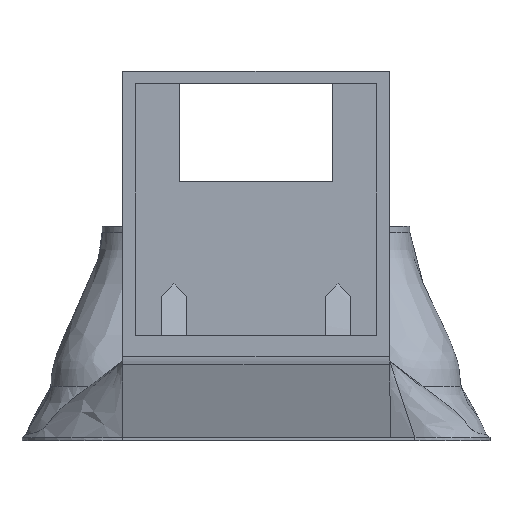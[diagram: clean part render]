
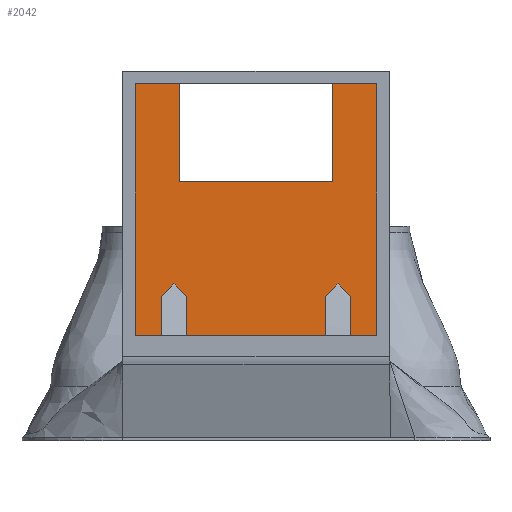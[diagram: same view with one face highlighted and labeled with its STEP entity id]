
A CAD part, front view. The second image highlights one B-rep face of the part: STEP entity #2042.
In plain terms, the highlighted planar face has unit normal (0, -1, 0).
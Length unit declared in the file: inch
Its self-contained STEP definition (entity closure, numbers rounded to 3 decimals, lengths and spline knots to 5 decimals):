
#161=FACE_OUTER_BOUND('',#273,.T.);
#273=EDGE_LOOP('',(#1630,#1631,#1632,#1633,#1634,#1635,#1636,#1637,#1638,
#1639,#1640,#1641,#1642,#1643,#1644,#1645,#1646,#1647));
#482=LINE('',#2858,#662);
#487=LINE('',#2867,#667);
#488=LINE('',#2870,#668);
#491=LINE('',#2876,#671);
#496=LINE('',#2885,#676);
#497=LINE('',#2888,#677);
#535=LINE('',#3863,#715);
#538=LINE('',#3869,#718);
#541=LINE('',#3873,#721);
#542=LINE('',#3877,#722);
#543=LINE('',#3878,#723);
#544=LINE('',#3880,#724);
#545=LINE('',#3881,#725);
#546=LINE('',#3883,#726);
#547=LINE('',#3884,#727);
#548=LINE('',#3886,#728);
#549=LINE('',#3887,#729);
#550=LINE('',#3888,#730);
#662=VECTOR('',#2314,0.3937);
#667=VECTOR('',#2321,0.3937);
#668=VECTOR('',#2324,0.3937);
#671=VECTOR('',#2329,0.3937);
#676=VECTOR('',#2336,0.3937);
#677=VECTOR('',#2339,0.3937);
#715=VECTOR('',#2437,0.3937);
#718=VECTOR('',#2442,0.3937);
#721=VECTOR('',#2445,0.3937);
#722=VECTOR('',#2448,0.3937);
#723=VECTOR('',#2449,0.3937);
#724=VECTOR('',#2450,0.3937);
#725=VECTOR('',#2451,0.3937);
#726=VECTOR('',#2452,0.3937);
#727=VECTOR('',#2453,0.3937);
#728=VECTOR('',#2454,0.3937);
#729=VECTOR('',#2455,0.3937);
#730=VECTOR('',#2456,0.3937);
#847=VERTEX_POINT('',#2855);
#848=VERTEX_POINT('',#2857);
#851=VERTEX_POINT('',#2865);
#852=VERTEX_POINT('',#2869);
#853=VERTEX_POINT('',#2873);
#854=VERTEX_POINT('',#2875);
#857=VERTEX_POINT('',#2883);
#858=VERTEX_POINT('',#2887);
#924=VERTEX_POINT('',#3860);
#925=VERTEX_POINT('',#3862);
#926=VERTEX_POINT('',#3866);
#927=VERTEX_POINT('',#3868);
#928=VERTEX_POINT('',#3871);
#929=VERTEX_POINT('',#3875);
#930=VERTEX_POINT('',#3876);
#931=VERTEX_POINT('',#3879);
#932=VERTEX_POINT('',#3882);
#933=VERTEX_POINT('',#3885);
#1064=EDGE_CURVE('',#847,#848,#482,.T.);
#1069=EDGE_CURVE('',#847,#851,#487,.T.);
#1070=EDGE_CURVE('',#848,#852,#488,.T.);
#1073=EDGE_CURVE('',#853,#854,#491,.T.);
#1078=EDGE_CURVE('',#853,#857,#496,.T.);
#1079=EDGE_CURVE('',#854,#858,#497,.T.);
#1180=EDGE_CURVE('',#925,#924,#535,.T.);
#1183=EDGE_CURVE('',#926,#927,#538,.T.);
#1186=EDGE_CURVE('',#928,#924,#541,.T.);
#1187=EDGE_CURVE('',#929,#930,#542,.T.);
#1188=EDGE_CURVE('',#929,#858,#543,.T.);
#1189=EDGE_CURVE('',#931,#857,#544,.T.);
#1190=EDGE_CURVE('',#931,#852,#545,.T.);
#1191=EDGE_CURVE('',#932,#851,#546,.T.);
#1192=EDGE_CURVE('',#927,#932,#547,.T.);
#1193=EDGE_CURVE('',#926,#933,#548,.T.);
#1194=EDGE_CURVE('',#933,#925,#549,.T.);
#1195=EDGE_CURVE('',#930,#928,#550,.T.);
#1630=ORIENTED_EDGE('',*,*,#1187,.F.);
#1631=ORIENTED_EDGE('',*,*,#1188,.T.);
#1632=ORIENTED_EDGE('',*,*,#1079,.F.);
#1633=ORIENTED_EDGE('',*,*,#1073,.F.);
#1634=ORIENTED_EDGE('',*,*,#1078,.T.);
#1635=ORIENTED_EDGE('',*,*,#1189,.F.);
#1636=ORIENTED_EDGE('',*,*,#1190,.T.);
#1637=ORIENTED_EDGE('',*,*,#1070,.F.);
#1638=ORIENTED_EDGE('',*,*,#1064,.F.);
#1639=ORIENTED_EDGE('',*,*,#1069,.T.);
#1640=ORIENTED_EDGE('',*,*,#1191,.F.);
#1641=ORIENTED_EDGE('',*,*,#1192,.F.);
#1642=ORIENTED_EDGE('',*,*,#1183,.F.);
#1643=ORIENTED_EDGE('',*,*,#1193,.T.);
#1644=ORIENTED_EDGE('',*,*,#1194,.T.);
#1645=ORIENTED_EDGE('',*,*,#1180,.T.);
#1646=ORIENTED_EDGE('',*,*,#1186,.F.);
#1647=ORIENTED_EDGE('',*,*,#1195,.F.);
#1964=PLANE('',#2170);
#2042=ADVANCED_FACE('',(#161),#1964,.T.);
#2170=AXIS2_PLACEMENT_3D('',#3874,#2446,#2447);
#2314=DIRECTION('',(-0.707,0.,0.707));
#2321=DIRECTION('',(0.,0.,-1.));
#2324=DIRECTION('',(-0.707,0.,-0.707));
#2329=DIRECTION('',(-0.707,0.,0.707));
#2336=DIRECTION('',(0.,0.,-1.));
#2339=DIRECTION('',(-0.707,0.,-0.707));
#2437=DIRECTION('',(0.,0.,1.));
#2442=DIRECTION('',(1.,0.,0.));
#2445=DIRECTION('',(1.,0.,0.));
#2446=DIRECTION('center_axis',(0.,-1.,0.));
#2447=DIRECTION('ref_axis',(0.,0.,-1.));
#2448=DIRECTION('',(-1.,0.,0.));
#2449=DIRECTION('',(0.,0.,1.));
#2450=DIRECTION('',(-1.,0.,0.));
#2451=DIRECTION('',(0.,0.,1.));
#2452=DIRECTION('',(-1.,0.,0.));
#2453=DIRECTION('',(0.,0.,-1.));
#2454=DIRECTION('',(0.,0.,-1.));
#2455=DIRECTION('',(-1.,0.,0.));
#2456=DIRECTION('',(0.,0.,1.));
#2855=CARTESIAN_POINT('',(1.85,0.04,0.75));
#2857=CARTESIAN_POINT('',(1.6,0.04,1.));
#2858=CARTESIAN_POINT('',(0.925,0.04,1.675));
#2865=CARTESIAN_POINT('',(1.85,0.04,0.));
#2867=CARTESIAN_POINT('',(1.85,0.04,0.));
#2869=CARTESIAN_POINT('',(1.35,0.04,0.75));
#2870=CARTESIAN_POINT('',(0.3,0.04,-0.3));
#2873=CARTESIAN_POINT('',(-1.35,0.04,0.75));
#2875=CARTESIAN_POINT('',(-1.6,0.04,1.));
#2876=CARTESIAN_POINT('',(-1.475,0.04,0.875));
#2883=CARTESIAN_POINT('',(-1.35,0.04,0.));
#2885=CARTESIAN_POINT('',(-1.35,0.04,0.));
#2887=CARTESIAN_POINT('',(-1.85,0.04,0.75));
#2888=CARTESIAN_POINT('',(-2.1,0.04,0.5));
#3860=CARTESIAN_POINT('',(-1.5,0.04,4.9));
#3862=CARTESIAN_POINT('',(-1.5,0.04,3.));
#3863=CARTESIAN_POINT('',(-1.5,0.04,4.9));
#3866=CARTESIAN_POINT('',(1.5,0.04,4.9));
#3868=CARTESIAN_POINT('',(2.35,0.04,4.9));
#3869=CARTESIAN_POINT('',(-2.35,0.04,4.9));
#3871=CARTESIAN_POINT('',(-2.35,0.04,4.9));
#3873=CARTESIAN_POINT('',(-2.35,0.04,4.9));
#3874=CARTESIAN_POINT('Origin',(-2.35,0.04,0.));
#3875=CARTESIAN_POINT('',(-1.85,0.04,0.));
#3876=CARTESIAN_POINT('',(-2.35,0.04,0.));
#3877=CARTESIAN_POINT('',(-1.175,0.04,0.));
#3878=CARTESIAN_POINT('',(-1.85,0.04,0.));
#3879=CARTESIAN_POINT('',(1.35,0.04,0.));
#3880=CARTESIAN_POINT('',(-1.175,0.04,0.));
#3881=CARTESIAN_POINT('',(1.35,0.04,0.));
#3882=CARTESIAN_POINT('',(2.35,0.04,0.));
#3883=CARTESIAN_POINT('',(-1.175,0.04,0.));
#3884=CARTESIAN_POINT('',(2.35,0.04,2.45));
#3885=CARTESIAN_POINT('',(1.5,0.04,3.));
#3886=CARTESIAN_POINT('',(1.5,0.04,4.9));
#3887=CARTESIAN_POINT('',(-1.175,0.04,3.));
#3888=CARTESIAN_POINT('',(-2.35,0.04,-0.125));
